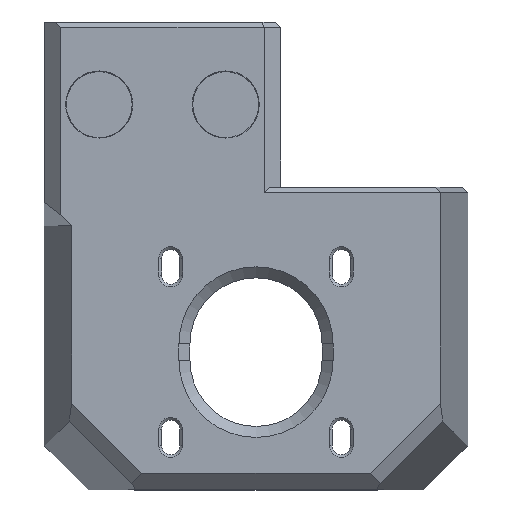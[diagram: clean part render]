
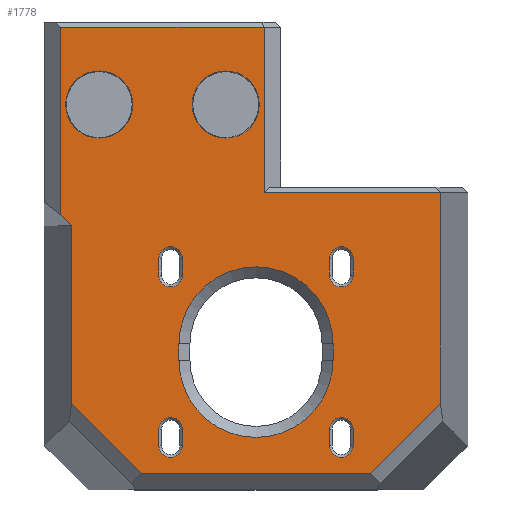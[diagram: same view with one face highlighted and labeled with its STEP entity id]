
A CAD part, top view. The second image highlights one B-rep face of the part: STEP entity #1778.
In plain terms, the highlighted planar face has unit normal (0, 0, 1).
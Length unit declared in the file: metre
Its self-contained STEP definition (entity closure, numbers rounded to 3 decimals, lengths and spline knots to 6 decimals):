
#38=LINE('',#2572,#239);
#39=LINE('',#2577,#240);
#40=LINE('',#2580,#241);
#41=LINE('',#2585,#242);
#42=LINE('',#2588,#243);
#43=LINE('',#2593,#244);
#44=LINE('',#2596,#245);
#45=LINE('',#2601,#246);
#46=LINE('',#2604,#247);
#47=LINE('',#2609,#248);
#48=LINE('',#2612,#249);
#49=LINE('',#2615,#250);
#50=LINE('',#2617,#251);
#51=LINE('',#2619,#252);
#52=LINE('',#2621,#253);
#53=LINE('',#2623,#254);
#54=LINE('',#2625,#255);
#55=LINE('',#2627,#256);
#56=LINE('',#2629,#257);
#57=LINE('',#2631,#258);
#239=VECTOR('',#2069,1.);
#240=VECTOR('',#2072,1.);
#241=VECTOR('',#2075,1.);
#242=VECTOR('',#2078,1.);
#243=VECTOR('',#2081,1.);
#244=VECTOR('',#2084,1.);
#245=VECTOR('',#2087,1.);
#246=VECTOR('',#2090,1.);
#247=VECTOR('',#2093,1.);
#248=VECTOR('',#2096,1.);
#249=VECTOR('',#2099,1.);
#250=VECTOR('',#2100,1.);
#251=VECTOR('',#2101,1.);
#252=VECTOR('',#2102,1.);
#253=VECTOR('',#2103,1.);
#254=VECTOR('',#2104,1.);
#255=VECTOR('',#2105,1.);
#256=VECTOR('',#2106,1.);
#257=VECTOR('',#2107,1.);
#258=VECTOR('',#2108,1.);
#440=PLANE('',#1903);
#520=ORIENTED_EDGE('',*,*,#1022,.T.);
#521=ORIENTED_EDGE('',*,*,#1023,.T.);
#522=ORIENTED_EDGE('',*,*,#1024,.T.);
#523=ORIENTED_EDGE('',*,*,#1025,.T.);
#524=ORIENTED_EDGE('',*,*,#1026,.T.);
#525=ORIENTED_EDGE('',*,*,#1027,.T.);
#526=ORIENTED_EDGE('',*,*,#1028,.T.);
#527=ORIENTED_EDGE('',*,*,#1029,.T.);
#528=ORIENTED_EDGE('',*,*,#1030,.T.);
#529=ORIENTED_EDGE('',*,*,#1031,.T.);
#530=ORIENTED_EDGE('',*,*,#1032,.T.);
#531=ORIENTED_EDGE('',*,*,#1033,.T.);
#532=ORIENTED_EDGE('',*,*,#1034,.T.);
#533=ORIENTED_EDGE('',*,*,#1035,.T.);
#534=ORIENTED_EDGE('',*,*,#1036,.T.);
#535=ORIENTED_EDGE('',*,*,#1037,.T.);
#536=ORIENTED_EDGE('',*,*,#1038,.T.);
#537=ORIENTED_EDGE('',*,*,#1039,.T.);
#538=ORIENTED_EDGE('',*,*,#1040,.T.);
#539=ORIENTED_EDGE('',*,*,#1041,.T.);
#540=ORIENTED_EDGE('',*,*,#1042,.T.);
#541=ORIENTED_EDGE('',*,*,#1043,.T.);
#542=ORIENTED_EDGE('',*,*,#1044,.T.);
#543=ORIENTED_EDGE('',*,*,#1045,.T.);
#544=ORIENTED_EDGE('',*,*,#1046,.T.);
#545=ORIENTED_EDGE('',*,*,#1047,.T.);
#546=ORIENTED_EDGE('',*,*,#1048,.T.);
#547=ORIENTED_EDGE('',*,*,#1049,.T.);
#548=ORIENTED_EDGE('',*,*,#1050,.T.);
#549=ORIENTED_EDGE('',*,*,#1051,.T.);
#550=ORIENTED_EDGE('',*,*,#1052,.F.);
#551=ORIENTED_EDGE('',*,*,#1053,.T.);
#1022=EDGE_CURVE('',#1273,#1273,#1436,.F.);
#1023=EDGE_CURVE('',#1274,#1274,#1437,.F.);
#1024=EDGE_CURVE('',#1275,#1276,#38,.T.);
#1025=EDGE_CURVE('',#1276,#1277,#1438,.F.);
#1026=EDGE_CURVE('',#1277,#1278,#39,.T.);
#1027=EDGE_CURVE('',#1278,#1275,#1439,.F.);
#1028=EDGE_CURVE('',#1279,#1280,#40,.T.);
#1029=EDGE_CURVE('',#1280,#1281,#1440,.F.);
#1030=EDGE_CURVE('',#1281,#1282,#41,.T.);
#1031=EDGE_CURVE('',#1282,#1279,#1441,.F.);
#1032=EDGE_CURVE('',#1283,#1284,#42,.T.);
#1033=EDGE_CURVE('',#1284,#1285,#1442,.F.);
#1034=EDGE_CURVE('',#1285,#1286,#43,.T.);
#1035=EDGE_CURVE('',#1286,#1283,#1443,.F.);
#1036=EDGE_CURVE('',#1287,#1288,#44,.T.);
#1037=EDGE_CURVE('',#1288,#1289,#1444,.F.);
#1038=EDGE_CURVE('',#1289,#1290,#45,.T.);
#1039=EDGE_CURVE('',#1290,#1287,#1445,.F.);
#1040=EDGE_CURVE('',#1291,#1292,#46,.T.);
#1041=EDGE_CURVE('',#1292,#1293,#1446,.F.);
#1042=EDGE_CURVE('',#1293,#1294,#47,.T.);
#1043=EDGE_CURVE('',#1294,#1291,#1447,.F.);
#1044=EDGE_CURVE('',#1295,#1296,#48,.T.);
#1045=EDGE_CURVE('',#1296,#1297,#49,.T.);
#1046=EDGE_CURVE('',#1297,#1298,#50,.T.);
#1047=EDGE_CURVE('',#1298,#1299,#51,.T.);
#1048=EDGE_CURVE('',#1299,#1300,#52,.T.);
#1049=EDGE_CURVE('',#1300,#1301,#53,.T.);
#1050=EDGE_CURVE('',#1301,#1302,#54,.T.);
#1051=EDGE_CURVE('',#1302,#1303,#55,.T.);
#1052=EDGE_CURVE('',#1304,#1303,#56,.T.);
#1053=EDGE_CURVE('',#1304,#1295,#57,.T.);
#1273=VERTEX_POINT('',#2569);
#1274=VERTEX_POINT('',#2571);
#1275=VERTEX_POINT('',#2573);
#1276=VERTEX_POINT('',#2574);
#1277=VERTEX_POINT('',#2576);
#1278=VERTEX_POINT('',#2578);
#1279=VERTEX_POINT('',#2581);
#1280=VERTEX_POINT('',#2582);
#1281=VERTEX_POINT('',#2584);
#1282=VERTEX_POINT('',#2586);
#1283=VERTEX_POINT('',#2589);
#1284=VERTEX_POINT('',#2590);
#1285=VERTEX_POINT('',#2592);
#1286=VERTEX_POINT('',#2594);
#1287=VERTEX_POINT('',#2597);
#1288=VERTEX_POINT('',#2598);
#1289=VERTEX_POINT('',#2600);
#1290=VERTEX_POINT('',#2602);
#1291=VERTEX_POINT('',#2605);
#1292=VERTEX_POINT('',#2606);
#1293=VERTEX_POINT('',#2608);
#1294=VERTEX_POINT('',#2610);
#1295=VERTEX_POINT('',#2613);
#1296=VERTEX_POINT('',#2614);
#1297=VERTEX_POINT('',#2616);
#1298=VERTEX_POINT('',#2618);
#1299=VERTEX_POINT('',#2620);
#1300=VERTEX_POINT('',#2622);
#1301=VERTEX_POINT('',#2624);
#1302=VERTEX_POINT('',#2626);
#1303=VERTEX_POINT('',#2628);
#1304=VERTEX_POINT('',#2630);
#1436=CIRCLE('',#1904,0.0061);
#1437=CIRCLE('',#1905,0.0061);
#1438=CIRCLE('',#1906,0.00215);
#1439=CIRCLE('',#1907,0.00215);
#1440=CIRCLE('',#1908,0.00215);
#1441=CIRCLE('',#1909,0.00215);
#1442=CIRCLE('',#1910,0.00215);
#1443=CIRCLE('',#1911,0.00215);
#1444=CIRCLE('',#1912,0.00215);
#1445=CIRCLE('',#1913,0.00215);
#1446=CIRCLE('',#1914,0.014);
#1447=CIRCLE('',#1915,0.014);
#1482=EDGE_LOOP('',(#520));
#1483=EDGE_LOOP('',(#521));
#1484=EDGE_LOOP('',(#522,#523,#524,#525));
#1485=EDGE_LOOP('',(#526,#527,#528,#529));
#1486=EDGE_LOOP('',(#530,#531,#532,#533));
#1487=EDGE_LOOP('',(#534,#535,#536,#537));
#1488=EDGE_LOOP('',(#538,#539,#540,#541));
#1489=EDGE_LOOP('',(#542,#543,#544,#545,#546,#547,#548,#549,#550,#551));
#1622=FACE_BOUND('',#1482,.T.);
#1623=FACE_BOUND('',#1483,.T.);
#1624=FACE_BOUND('',#1484,.T.);
#1625=FACE_BOUND('',#1485,.T.);
#1626=FACE_BOUND('',#1486,.T.);
#1627=FACE_BOUND('',#1487,.T.);
#1628=FACE_BOUND('',#1488,.T.);
#1629=FACE_BOUND('',#1489,.T.);
#1778=ADVANCED_FACE('',(#1622,#1623,#1624,#1625,#1626,#1627,#1628,#1629),
#440,.T.);
#1903=AXIS2_PLACEMENT_3D('',#2567,#2063,#2064);
#1904=AXIS2_PLACEMENT_3D('',#2568,#2065,#2066);
#1905=AXIS2_PLACEMENT_3D('',#2570,#2067,#2068);
#1906=AXIS2_PLACEMENT_3D('',#2575,#2070,#2071);
#1907=AXIS2_PLACEMENT_3D('',#2579,#2073,#2074);
#1908=AXIS2_PLACEMENT_3D('',#2583,#2076,#2077);
#1909=AXIS2_PLACEMENT_3D('',#2587,#2079,#2080);
#1910=AXIS2_PLACEMENT_3D('',#2591,#2082,#2083);
#1911=AXIS2_PLACEMENT_3D('',#2595,#2085,#2086);
#1912=AXIS2_PLACEMENT_3D('',#2599,#2088,#2089);
#1913=AXIS2_PLACEMENT_3D('',#2603,#2091,#2092);
#1914=AXIS2_PLACEMENT_3D('',#2607,#2094,#2095);
#1915=AXIS2_PLACEMENT_3D('',#2611,#2097,#2098);
#2063=DIRECTION('',(0.,0.,1.));
#2064=DIRECTION('',(1.,0.,0.));
#2065=DIRECTION('',(0.,0.,1.));
#2066=DIRECTION('',(1.,0.,0.));
#2067=DIRECTION('',(0.,0.,1.));
#2068=DIRECTION('',(1.,0.,0.));
#2069=DIRECTION('',(0.,-1.,0.));
#2070=DIRECTION('',(0.,0.,1.));
#2071=DIRECTION('',(1.,0.,0.));
#2072=DIRECTION('',(0.,1.,0.));
#2073=DIRECTION('',(0.,0.,1.));
#2074=DIRECTION('',(1.,0.,0.));
#2075=DIRECTION('',(0.,-1.,0.));
#2076=DIRECTION('',(0.,0.,1.));
#2077=DIRECTION('',(1.,0.,0.));
#2078=DIRECTION('',(0.,1.,0.));
#2079=DIRECTION('',(0.,0.,1.));
#2080=DIRECTION('',(1.,0.,0.));
#2081=DIRECTION('',(0.,-1.,0.));
#2082=DIRECTION('',(0.,0.,1.));
#2083=DIRECTION('',(1.,0.,0.));
#2084=DIRECTION('',(0.,1.,0.));
#2085=DIRECTION('',(0.,0.,1.));
#2086=DIRECTION('',(1.,0.,0.));
#2087=DIRECTION('',(0.,-1.,0.));
#2088=DIRECTION('',(0.,0.,1.));
#2089=DIRECTION('',(1.,0.,0.));
#2090=DIRECTION('',(0.,1.,0.));
#2091=DIRECTION('',(0.,0.,1.));
#2092=DIRECTION('',(1.,0.,0.));
#2093=DIRECTION('',(0.,-1.,0.));
#2094=DIRECTION('',(0.,0.,1.));
#2095=DIRECTION('',(1.,0.,0.));
#2096=DIRECTION('',(0.,1.,0.));
#2097=DIRECTION('',(0.,0.,1.));
#2098=DIRECTION('',(1.,0.,0.));
#2099=DIRECTION('',(0.,1.,0.));
#2100=DIRECTION('',(-1.,0.,0.));
#2101=DIRECTION('',(0.,-1.,0.));
#2102=DIRECTION('',(0.716,-0.698,0.));
#2103=DIRECTION('',(0.,-1.,0.));
#2104=DIRECTION('',(0.707,-0.707,0.));
#2105=DIRECTION('',(1.,0.,0.));
#2106=DIRECTION('',(0.707,0.707,0.));
#2107=DIRECTION('',(0.,-1.,0.));
#2108=DIRECTION('',(-1.,0.,0.));
#2567=CARTESIAN_POINT('',(0.,0.0175,0.026));
#2568=CARTESIAN_POINT('',(-0.0055,0.045,0.026));
#2569=CARTESIAN_POINT('',(0.0006,0.045,0.026));
#2570=CARTESIAN_POINT('',(-0.0285,0.045,0.026));
#2571=CARTESIAN_POINT('',(-0.0224,0.045,0.026));
#2572=CARTESIAN_POINT('',(0.01765,0.0175,0.026));
#2573=CARTESIAN_POINT('',(0.01765,-0.014,0.026));
#2574=CARTESIAN_POINT('',(0.01765,-0.017,0.026));
#2575=CARTESIAN_POINT('',(0.0155,-0.017,0.026));
#2576=CARTESIAN_POINT('',(0.01335,-0.017,0.026));
#2577=CARTESIAN_POINT('',(0.01335,-0.014,0.026));
#2578=CARTESIAN_POINT('',(0.01335,-0.014,0.026));
#2579=CARTESIAN_POINT('',(0.0155,-0.014,0.026));
#2580=CARTESIAN_POINT('',(0.01765,0.0175,0.026));
#2581=CARTESIAN_POINT('',(0.01765,0.017,0.026));
#2582=CARTESIAN_POINT('',(0.01765,0.014,0.026));
#2583=CARTESIAN_POINT('',(0.0155,0.014,0.026));
#2584=CARTESIAN_POINT('',(0.01335,0.014,0.026));
#2585=CARTESIAN_POINT('',(0.01335,0.017,0.026));
#2586=CARTESIAN_POINT('',(0.01335,0.017,0.026));
#2587=CARTESIAN_POINT('',(0.0155,0.017,0.026));
#2588=CARTESIAN_POINT('',(-0.01335,0.0175,0.026));
#2589=CARTESIAN_POINT('',(-0.01335,0.017,0.026));
#2590=CARTESIAN_POINT('',(-0.01335,0.014,0.026));
#2591=CARTESIAN_POINT('',(-0.0155,0.014,0.026));
#2592=CARTESIAN_POINT('',(-0.01765,0.014,0.026));
#2593=CARTESIAN_POINT('',(-0.01765,0.017,0.026));
#2594=CARTESIAN_POINT('',(-0.01765,0.017,0.026));
#2595=CARTESIAN_POINT('',(-0.0155,0.017,0.026));
#2596=CARTESIAN_POINT('',(-0.01335,0.0175,0.026));
#2597=CARTESIAN_POINT('',(-0.01335,-0.014,0.026));
#2598=CARTESIAN_POINT('',(-0.01335,-0.017,0.026));
#2599=CARTESIAN_POINT('',(-0.0155,-0.017,0.026));
#2600=CARTESIAN_POINT('',(-0.01765,-0.017,0.026));
#2601=CARTESIAN_POINT('',(-0.01765,-0.014,0.026));
#2602=CARTESIAN_POINT('',(-0.01765,-0.014,0.026));
#2603=CARTESIAN_POINT('',(-0.0155,-0.014,0.026));
#2604=CARTESIAN_POINT('',(0.014,0.0175,0.026));
#2605=CARTESIAN_POINT('',(0.014,0.0015,0.026));
#2606=CARTESIAN_POINT('',(0.014,-0.0015,0.026));
#2607=CARTESIAN_POINT('',(0.,-0.0015,0.026));
#2608=CARTESIAN_POINT('',(-0.014,-0.0015,0.026));
#2609=CARTESIAN_POINT('',(-0.014,0.0015,0.026));
#2610=CARTESIAN_POINT('',(-0.014,0.0015,0.026));
#2611=CARTESIAN_POINT('',(0.,0.0015,0.026));
#2612=CARTESIAN_POINT('',(0.0015,0.06,0.026));
#2613=CARTESIAN_POINT('',(0.0015,0.029,0.026));
#2614=CARTESIAN_POINT('',(0.0015,0.059,0.026));
#2615=CARTESIAN_POINT('',(-0.0355,0.059,0.026));
#2616=CARTESIAN_POINT('',(-0.0355,0.059,0.026));
#2617=CARTESIAN_POINT('',(-0.0355,0.027876,0.026));
#2618=CARTESIAN_POINT('',(-0.0355,0.02495,0.026));
#2619=CARTESIAN_POINT('',(-0.034781,0.02425,0.026));
#2620=CARTESIAN_POINT('',(-0.0335,0.023,0.026));
#2621=CARTESIAN_POINT('',(-0.0335,0.030002,0.026));
#2622=CARTESIAN_POINT('',(-0.0335,-0.009272,0.026));
#2623=CARTESIAN_POINT('',(-0.030136,-0.012636,0.026));
#2624=CARTESIAN_POINT('',(-0.020772,-0.022,0.026));
#2625=CARTESIAN_POINT('',(0.,-0.022,0.026));
#2626=CARTESIAN_POINT('',(0.020772,-0.022,0.026));
#2627=CARTESIAN_POINT('',(0.030136,-0.012636,0.026));
#2628=CARTESIAN_POINT('',(0.0335,-0.009272,0.026));
#2629=CARTESIAN_POINT('',(0.0335,0.030002,0.026));
#2630=CARTESIAN_POINT('',(0.0335,0.029,0.026));
#2631=CARTESIAN_POINT('',(0.0015,0.029,0.026));
